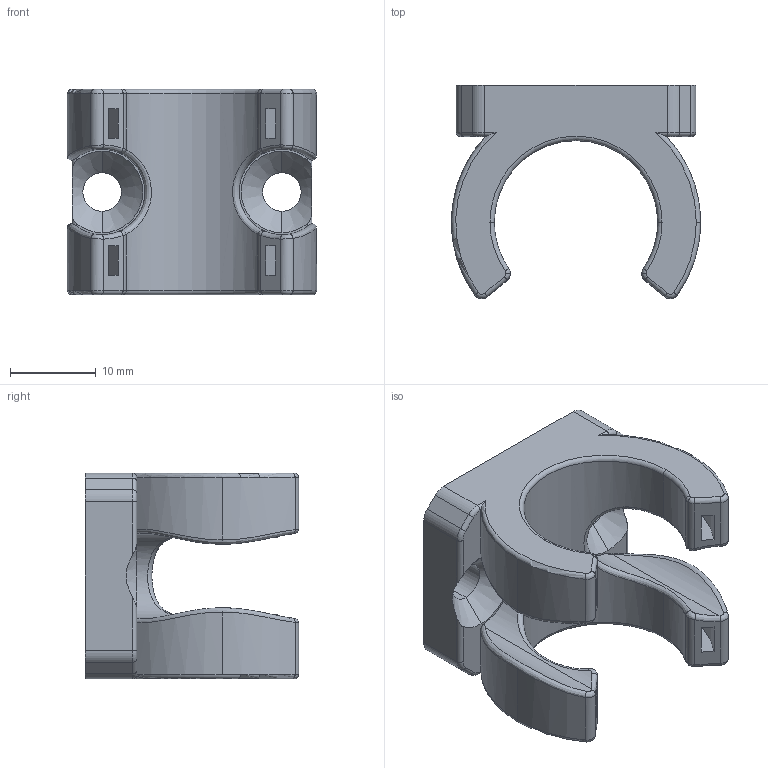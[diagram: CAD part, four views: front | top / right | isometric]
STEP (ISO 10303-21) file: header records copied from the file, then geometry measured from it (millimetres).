
FILE_DESCRIPTION (( 'STEP AP203' ), '1' );
FILE_NAME ('Eje Y - Elevador araña LM10.STEP', '2015-09-07T08:47:13', ( 'Motherfocka' ), ( '' ), 'SwSTEP 2.0', 'SolidWorks 2014', '' );
FILE_SCHEMA (( 'CONFIG_CONTROL_DESIGN' ));
Length unit declared in the file: millimetre
Products named in the file (1): Eje Y - Elevador araña LM10
Bounding box: 29.1 x 24.92 x 24 mm (x, y, z)
Volume: 6207 mm3; surface area: 4881.7 mm2
Topology: 1 solids, 1 shells, 140 faces, 358 edges, 218 vertices
Faces by surface type: cylinder 67, torus 32, plane 19, bspline 18, cone 4
Entity records: 5945 total; most frequent: CARTESIAN_POINT 2547, ORIENTED_EDGE 716, DIRECTION 710, EDGE_CURVE 358, AXIS2_PLACEMENT_3D 295, VERTEX_POINT 218, CIRCLE 172, EDGE_LOOP 146
